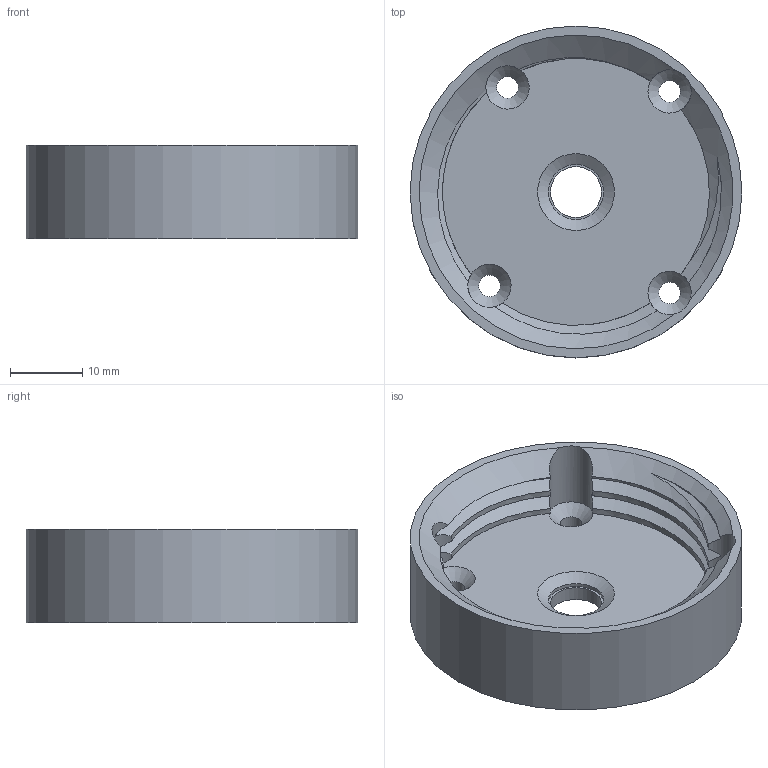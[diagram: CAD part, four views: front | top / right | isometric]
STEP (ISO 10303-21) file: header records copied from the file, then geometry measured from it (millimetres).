
FILE_DESCRIPTION(/* description */ (''),/* implementation_level */ '2;1');
FILE_NAME(/* name */ 'Fixing-outer-steel.step',/* time_stamp */ '2025-10-14T09:51:18+01:00',/* author */ (''),/* organization */ (''),/* preprocessor_version */ 'ST-DEVELOPER v20.1',/* originating_system */ 'Autodesk Translation Framework v14.17.0.0',/* authorisation */ '');
FILE_SCHEMA (('AUTOMOTIVE_DESIGN { 1 0 10303 214 3 1 1 }'));
Length unit declared in the file: millimetre
Products named in the file (1): Fixing-outer
Bounding box: 46 x 46 x 13 mm (x, y, z)
Volume: 9628.7 mm3; surface area: 6825.5 mm2
Topology: 1 solids, 1 shells, 70 faces, 197 edges, 127 vertices
Faces by surface type: cylinder 34, bspline 25, cone 7, plane 4
Full cylindrical faces by diameter (mm): 3 x4, 7.05 x1, 7.65 x1, 46 x1
Entity records: 3948 total; most frequent: CARTESIAN_POINT 2344, ORIENTED_EDGE 394, DIRECTION 219, EDGE_CURVE 197, VERTEX_POINT 127, B_SPLINE_CURVE_WITH_KNOTS 106, AXIS2_PLACEMENT_3D 82, EDGE_LOOP 78
